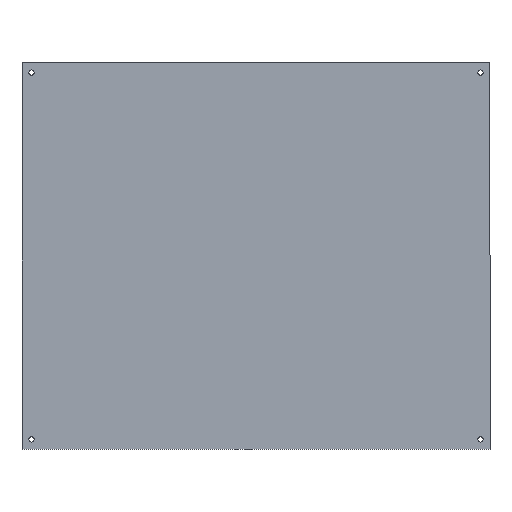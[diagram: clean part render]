
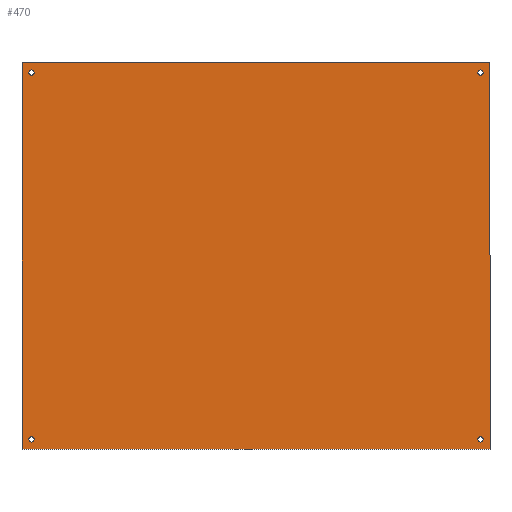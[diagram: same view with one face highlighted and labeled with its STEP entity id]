
A CAD part, top view. The second image highlights one B-rep face of the part: STEP entity #470.
In plain terms, the highlighted planar face has unit normal (0, 0, 1).
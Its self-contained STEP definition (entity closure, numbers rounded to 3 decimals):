
#4 = EDGE_CURVE ( 'NONE', #366, #307, #373, .T. ) ;
#6 = CARTESIAN_POINT ( 'NONE',  ( 282.25, -228., 4. ) ) ;
#10 = ORIENTED_EDGE ( 'NONE', *, *, #287, .T. ) ;
#13 = AXIS2_PLACEMENT_3D ( 'NONE', #36, #269, #32 ) ;
#14 = EDGE_LOOP ( 'NONE', ( #340, #331 ) ) ;
#17 = VERTEX_POINT ( 'NONE', #114 ) ;
#18 = VERTEX_POINT ( 'NONE', #263 ) ;
#27 = DIRECTION ( 'NONE',  ( 0., 1., 0. ) ) ;
#30 = LINE ( 'NONE', #163, #296 ) ;
#31 = VERTEX_POINT ( 'NONE', #250 ) ;
#32 = DIRECTION ( 'NONE',  ( 1., 0., 0. ) ) ;
#36 = CARTESIAN_POINT ( 'NONE',  ( 279., 228., 4. ) ) ;
#46 = EDGE_CURVE ( 'NONE', #410, #186, #319, .T. ) ;
#48 = FACE_BOUND ( 'NONE', #394, .T. ) ;
#64 = CARTESIAN_POINT ( 'NONE',  ( 282.25, 228., 4. ) ) ;
#69 = LINE ( 'NONE', #495, #429 ) ;
#77 = CIRCLE ( 'NONE', #353, 3.25 ) ;
#78 = CARTESIAN_POINT ( 'NONE',  ( -282.25, 228., 4. ) ) ;
#79 = CIRCLE ( 'NONE', #487, 3.25 ) ;
#82 = DIRECTION ( 'NONE',  ( 0., 0., 1. ) ) ;
#91 = VECTOR ( 'NONE', #491, 1000. ) ;
#99 = AXIS2_PLACEMENT_3D ( 'NONE', #153, #302, #188 ) ;
#105 = CARTESIAN_POINT ( 'NONE',  ( 279., -228., 4. ) ) ;
#106 = EDGE_CURVE ( 'NONE', #31, #245, #288, .T. ) ;
#109 = EDGE_CURVE ( 'NONE', #186, #410, #77, .T. ) ;
#114 = CARTESIAN_POINT ( 'NONE',  ( 275.75, 228., 4. ) ) ;
#118 = VERTEX_POINT ( 'NONE', #161 ) ;
#124 = DIRECTION ( 'NONE',  ( 1., 0., 0. ) ) ;
#126 = CARTESIAN_POINT ( 'NONE',  ( -290.83, 240.03, 4. ) ) ;
#129 = CIRCLE ( 'NONE', #317, 3.25 ) ;
#135 = ORIENTED_EDGE ( 'NONE', *, *, #425, .T. ) ;
#141 = EDGE_LOOP ( 'NONE', ( #442, #10, #135, #195 ) ) ;
#153 = CARTESIAN_POINT ( 'NONE',  ( 279., -228., 4. ) ) ;
#155 = DIRECTION ( 'NONE',  ( 1., 0., 0. ) ) ;
#160 = DIRECTION ( 'NONE',  ( 1., 0., 0. ) ) ;
#161 = CARTESIAN_POINT ( 'NONE',  ( 290.83, -240.03, 4. ) ) ;
#163 = CARTESIAN_POINT ( 'NONE',  ( -290.83, -240.03, 4. ) ) ;
#164 = CARTESIAN_POINT ( 'NONE',  ( -275.75, -228., 4. ) ) ;
#166 = DIRECTION ( 'NONE',  ( 0., 0., 1. ) ) ;
#167 = FACE_BOUND ( 'NONE', #14, .T. ) ;
#173 = DIRECTION ( 'NONE',  ( 0., 0., 1. ) ) ;
#186 = VERTEX_POINT ( 'NONE', #493 ) ;
#188 = DIRECTION ( 'NONE',  ( 1., 0., 0. ) ) ;
#195 = ORIENTED_EDGE ( 'NONE', *, *, #106, .T. ) ;
#199 = DIRECTION ( 'NONE',  ( 0., 0., 1. ) ) ;
#205 = FACE_BOUND ( 'NONE', #481, .T. ) ;
#207 = VERTEX_POINT ( 'NONE', #164 ) ;
#214 = EDGE_LOOP ( 'NONE', ( #438, #330 ) ) ;
#222 = DIRECTION ( 'NONE',  ( 0., 0., 1. ) ) ;
#227 = AXIS2_PLACEMENT_3D ( 'NONE', #379, #166, #468 ) ;
#230 = LINE ( 'NONE', #341, #91 ) ;
#241 = EDGE_CURVE ( 'NONE', #253, #207, #79, .T. ) ;
#243 = FACE_BOUND ( 'NONE', #214, .T. ) ;
#245 = VERTEX_POINT ( 'NONE', #371 ) ;
#250 = CARTESIAN_POINT ( 'NONE',  ( 290.83, 240.03, 4. ) ) ;
#253 = VERTEX_POINT ( 'NONE', #270 ) ;
#258 = DIRECTION ( 'NONE',  ( 0., 0., 1. ) ) ;
#263 = CARTESIAN_POINT ( 'NONE',  ( -290.83, -240.03, 4. ) ) ;
#267 = CIRCLE ( 'NONE', #13, 3.25 ) ;
#269 = DIRECTION ( 'NONE',  ( 0., 0., 1. ) ) ;
#270 = CARTESIAN_POINT ( 'NONE',  ( -282.25, -228., 4. ) ) ;
#273 = DIRECTION ( 'NONE',  ( -1., 0., 0. ) ) ;
#275 = CARTESIAN_POINT ( 'NONE',  ( -279., 228., 4. ) ) ;
#287 = EDGE_CURVE ( 'NONE', #18, #118, #30, .T. ) ;
#288 = LINE ( 'NONE', #315, #295 ) ;
#295 = VECTOR ( 'NONE', #273, 1000. ) ;
#296 = VECTOR ( 'NONE', #419, 1000. ) ;
#302 = DIRECTION ( 'NONE',  ( 0., 0., 1. ) ) ;
#307 = VERTEX_POINT ( 'NONE', #361 ) ;
#308 = DIRECTION ( 'NONE',  ( 1., 0., 0. ) ) ;
#315 = CARTESIAN_POINT ( 'NONE',  ( -290.83, 240.03, 4. ) ) ;
#317 = AXIS2_PLACEMENT_3D ( 'NONE', #336, #82, #160 ) ;
#319 = CIRCLE ( 'NONE', #227, 3.25 ) ;
#322 = ORIENTED_EDGE ( 'NONE', *, *, #109, .F. ) ;
#330 = ORIENTED_EDGE ( 'NONE', *, *, #440, .F. ) ;
#331 = ORIENTED_EDGE ( 'NONE', *, *, #436, .F. ) ;
#336 = CARTESIAN_POINT ( 'NONE',  ( 279., 228., 4. ) ) ;
#340 = ORIENTED_EDGE ( 'NONE', *, *, #241, .F. ) ;
#341 = CARTESIAN_POINT ( 'NONE',  ( -290.83, 240.03, 4. ) ) ;
#342 = AXIS2_PLACEMENT_3D ( 'NONE', #447, #222, #375 ) ;
#348 = EDGE_CURVE ( 'NONE', #307, #366, #388, .T. ) ;
#352 = AXIS2_PLACEMENT_3D ( 'NONE', #105, #258, #308 ) ;
#353 = AXIS2_PLACEMENT_3D ( 'NONE', #275, #173, #431 ) ;
#356 = EDGE_CURVE ( 'NONE', #17, #414, #129, .T. ) ;
#361 = CARTESIAN_POINT ( 'NONE',  ( 275.75, -228., 4. ) ) ;
#364 = ORIENTED_EDGE ( 'NONE', *, *, #348, .F. ) ;
#366 = VERTEX_POINT ( 'NONE', #6 ) ;
#371 = CARTESIAN_POINT ( 'NONE',  ( -290.83, 240.03, 4. ) ) ;
#373 = CIRCLE ( 'NONE', #99, 3.25 ) ;
#375 = DIRECTION ( 'NONE',  ( 1., 0., 0. ) ) ;
#376 = ORIENTED_EDGE ( 'NONE', *, *, #4, .F. ) ;
#379 = CARTESIAN_POINT ( 'NONE',  ( -279., 228., 4. ) ) ;
#388 = CIRCLE ( 'NONE', #352, 3.25 ) ;
#394 = EDGE_LOOP ( 'NONE', ( #364, #376 ) ) ;
#399 = ORIENTED_EDGE ( 'NONE', *, *, #46, .F. ) ;
#410 = VERTEX_POINT ( 'NONE', #78 ) ;
#414 = VERTEX_POINT ( 'NONE', #64 ) ;
#419 = DIRECTION ( 'NONE',  ( 1., 0., 0. ) ) ;
#424 = DIRECTION ( 'NONE',  ( 0., 0., 1. ) ) ;
#425 = EDGE_CURVE ( 'NONE', #118, #31, #69, .T. ) ;
#429 = VECTOR ( 'NONE', #27, 1000. ) ;
#430 = FACE_OUTER_BOUND ( 'NONE', #141, .T. ) ;
#431 = DIRECTION ( 'NONE',  ( 1., 0., 0. ) ) ;
#436 = EDGE_CURVE ( 'NONE', #207, #253, #467, .T. ) ;
#438 = ORIENTED_EDGE ( 'NONE', *, *, #356, .F. ) ;
#440 = EDGE_CURVE ( 'NONE', #414, #17, #267, .T. ) ;
#442 = ORIENTED_EDGE ( 'NONE', *, *, #450, .T. ) ;
#443 = AXIS2_PLACEMENT_3D ( 'NONE', #126, #424, #124 ) ;
#447 = CARTESIAN_POINT ( 'NONE',  ( -279., -228., 4. ) ) ;
#450 = EDGE_CURVE ( 'NONE', #245, #18, #230, .T. ) ;
#456 = CARTESIAN_POINT ( 'NONE',  ( -279., -228., 4. ) ) ;
#467 = CIRCLE ( 'NONE', #342, 3.25 ) ;
#468 = DIRECTION ( 'NONE',  ( 1., 0., 0. ) ) ;
#470 = ADVANCED_FACE ( 'NONE', ( #48, #205, #430, #243, #167 ), #492, .T. ) ;
#481 = EDGE_LOOP ( 'NONE', ( #399, #322 ) ) ;
#487 = AXIS2_PLACEMENT_3D ( 'NONE', #456, #199, #155 ) ;
#491 = DIRECTION ( 'NONE',  ( 0., -1., 0. ) ) ;
#492 = PLANE ( 'NONE',  #443 ) ;
#493 = CARTESIAN_POINT ( 'NONE',  ( -275.75, 228., 4. ) ) ;
#495 = CARTESIAN_POINT ( 'NONE',  ( 290.83, 240.03, 4. ) ) ;
